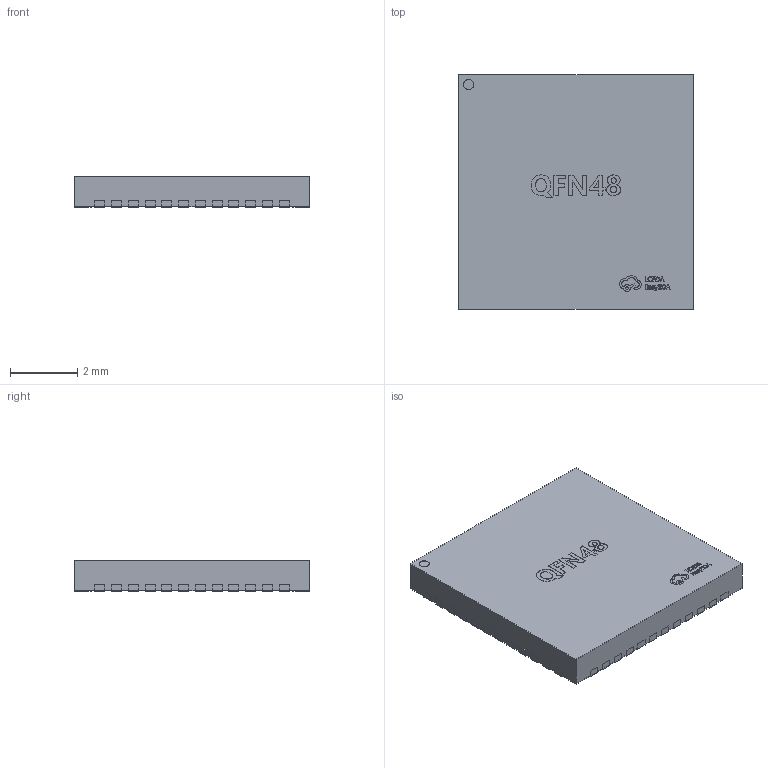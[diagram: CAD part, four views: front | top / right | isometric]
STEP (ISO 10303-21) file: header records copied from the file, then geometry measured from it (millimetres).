
FILE_DESCRIPTION (( 'STEP AP214' ), '1' );
FILE_NAME ('QFN-48_L7.0-W7.0-H0.9-P0.50.step', '2022-07-15T03:31:13', ( '' ), ( '' ), 'SwSTEP 2.0', 'SolidWorks 2020', '' );
FILE_SCHEMA (( 'AUTOMOTIVE_DESIGN' ));
Length unit declared in the file: millimetre
Products named in the file (1): QFN-48_L7.0-W7.0-H0.9-P0.50
Bounding box: 7.02 x 7.02 x 0.92 mm (x, y, z)
Volume: 45.5 mm3; surface area: 153.6 mm2
Topology: 62 solids, 62 shells, 665 faces, 1572 edges, 1048 vertices
Faces by surface type: plane 519, bspline 144, cylinder 2
Entity records: 29552 total; most frequent: CARTESIAN_POINT 7222, ORIENTED_EDGE 3144, DIRECTION 2328, EDGE_CURVE 1572, VECTOR 1276, LINE 1276, VERTEX_POINT 1048, UNCERTAINTY_MEASURE_WITH_UNIT 729
